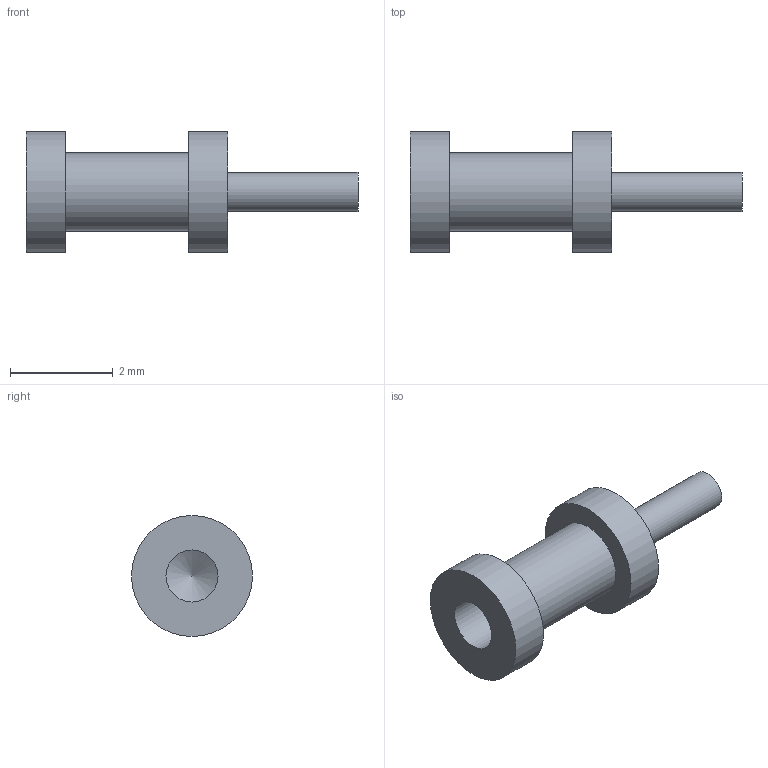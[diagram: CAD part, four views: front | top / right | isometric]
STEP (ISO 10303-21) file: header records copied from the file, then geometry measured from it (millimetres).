
FILE_DESCRIPTION(/* description */ (''),/* implementation_level */ '2;1');
FILE_NAME(/* name */ 'Test_point_Mill_Max_3132AG1.step',/* time_stamp */ '2020-05-23T21:27:41-04:00',/* author */ (''),/* organization */ (''),/* preprocessor_version */ 'ST-DEVELOPER v18.1',/* originating_system */ 'Autodesk Translation Framework v9.3.0.1241',/* authorisation */ '');
FILE_SCHEMA (('AUTOMOTIVE_DESIGN { 1 0 10303 214 3 1 1 }'));
Length unit declared in the file: inch
Products named in the file (1): Test_point_Mill_Max_3132AG
Bounding box: 6.48 x 2.36 x 2.36 mm (x, y, z)
Volume: 10.1 mm3; surface area: 51.1 mm2
Topology: 1 solids, 1 shells, 11 faces, 17 edges, 11 vertices
Faces by surface type: plane 5, cylinder 5, cone 1
Full cylindrical faces by diameter (mm): 0.762 x1, 1.016 x1, 1.524 x1, 2.362 x2
Entity records: 290 total; most frequent: DIRECTION 50, CARTESIAN_POINT 39, ORIENTED_EDGE 32, AXIS2_PLACEMENT_3D 22, EDGE_CURVE 16, EDGE_LOOP 15, FACE_OUTER_BOUND 11, VERTEX_POINT 11
